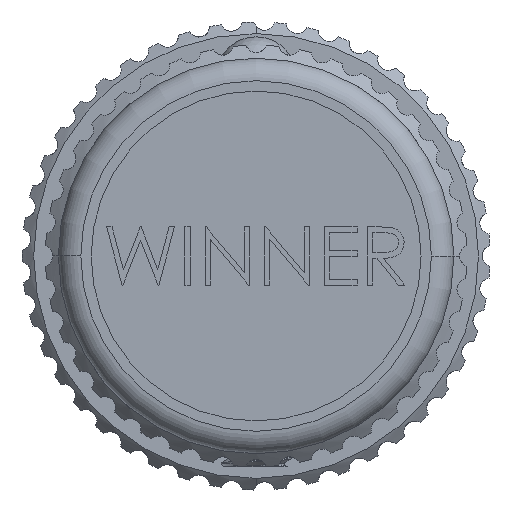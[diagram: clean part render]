
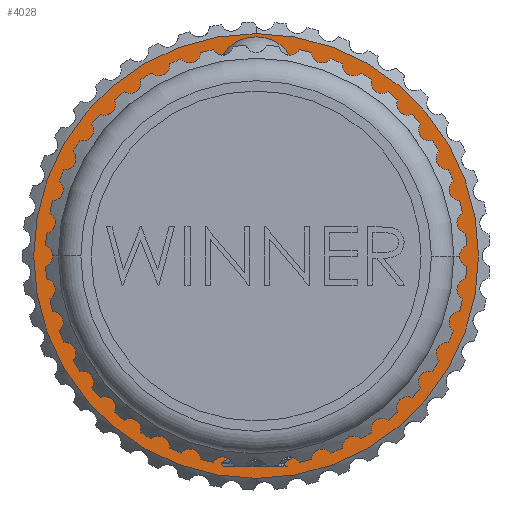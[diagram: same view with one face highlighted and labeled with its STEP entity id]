
A CAD part, left-side view. The second image highlights one B-rep face of the part: STEP entity #4028.
In plain terms, the highlighted planar face has unit normal (-1, 0, 0).
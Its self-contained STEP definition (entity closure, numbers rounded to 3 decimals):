
#474 = CARTESIAN_POINT ( 'NONE',  ( -7.52, -2.154, 3.251 ) ) ;
#554 = ORIENTED_EDGE ( 'NONE', *, *, #13442, .T. ) ;
#1301 = PLANE ( 'NONE',  #3561 ) ;
#1405 = CARTESIAN_POINT ( 'NONE',  ( -7.52, 1.22, -3.35 ) ) ;
#1696 = CARTESIAN_POINT ( 'NONE',  ( -7.52, 3.015, -1.744 ) ) ;
#1904 = CARTESIAN_POINT ( 'NONE',  ( -7.52, -1.828, 3.441 ) ) ;
#1994 = CARTESIAN_POINT ( 'NONE',  ( -7.52, 2.354, 2.77 ) ) ;
#3561 = AXIS2_PLACEMENT_3D ( 'NONE', #10968, #16198, #27997 ) ;
#3596 = CARTESIAN_POINT ( 'NONE',  ( -7.52, 0., 0. ) ) ;
#3807 = CARTESIAN_POINT ( 'NONE',  ( -7.52, 3.353, 0.997 ) ) ;
#3900 = CARTESIAN_POINT ( 'NONE',  ( -7.52, 1.718, -3.083 ) ) ;
#4028 = ADVANCED_FACE ( 'NONE', ( #12224, #25203 ), #1301, .T. ) ;
#4107 = CARTESIAN_POINT ( 'NONE',  ( -7.52, 3.452, 0.446 ) ) ;
#4579 = EDGE_CURVE ( 'NONE', #30752, #13117, #10036, .T. ) ;
#5383 = CARTESIAN_POINT ( 'NONE',  ( -7.52, -3.9, 0. ) ) ;
#5441 = CARTESIAN_POINT ( 'NONE',  ( -7.52, -3.641, -1.396 ) ) ;
#6039 = CARTESIAN_POINT ( 'NONE',  ( -7.52, 0., 0. ) ) ;
#6261 = CARTESIAN_POINT ( 'NONE',  ( -7.52, -0.424, -3.641 ) ) ;
#6457 = CARTESIAN_POINT ( 'NONE',  ( -7.52, -1.869, -3.274 ) ) ;
#6554 = CARTESIAN_POINT ( 'NONE',  ( -7.52, -1.525, -3.423 ) ) ;
#6670 = CARTESIAN_POINT ( 'NONE',  ( -7.52, -2.507, -2.873 ) ) ;
#6984 = CARTESIAN_POINT ( 'NONE',  ( -7.52, -0.753, 3.743 ) ) ;
#8548 = VERTEX_POINT ( 'NONE', #5441 ) ;
#8789 = CARTESIAN_POINT ( 'NONE',  ( -7.52, -0.795, -3.601 ) ) ;
#8847 = AXIS2_PLACEMENT_3D ( 'NONE', #6039, #13073, #25530 ) ;
#10036 = CIRCLE ( 'NONE', #8847, 15.3 ) ;
#10121 = EDGE_LOOP ( 'NONE', ( #23909, #554 ) ) ;
#10968 = CARTESIAN_POINT ( 'NONE',  ( -7.52, 0., 0. ) ) ;
#11223 = ORIENTED_EDGE ( 'NONE', *, *, #27865, .T. ) ;
#11313 = DIRECTION ( 'NONE',  ( -1., 0., 0. ) ) ;
#11556 = CARTESIAN_POINT ( 'NONE',  ( -7.52, 0.178, 3.762 ) ) ;
#11619 = AXIS2_PLACEMENT_3D ( 'NONE', #3596, #25631, #20671 ) ;
#11882 = CARTESIAN_POINT ( 'NONE',  ( -7.52, 3.246, 1.355 ) ) ;
#12224 = FACE_OUTER_BOUND ( 'NONE', #10121, .T. ) ;
#13073 = DIRECTION ( 'NONE',  ( -1., 0., 0. ) ) ;
#13117 = VERTEX_POINT ( 'NONE', #16315 ) ;
#13442 = EDGE_CURVE ( 'NONE', #13117, #30752, #27933, .T. ) ;
#13823 = CARTESIAN_POINT ( 'NONE',  ( -7.52, -3.486, -1.741 ) ) ;
#14039 = CARTESIAN_POINT ( 'NONE',  ( -7.52, 1.767, 3.228 ) ) ;
#14251 = CARTESIAN_POINT ( 'NONE',  ( -7.52, 0.365, 3.738 ) ) ;
#14728 = CARTESIAN_POINT ( 'NONE',  ( -7.52, 0., 15.3 ) ) ;
#15863 = ORIENTED_EDGE ( 'NONE', *, *, #18803, .F. ) ;
#15990 = CARTESIAN_POINT ( 'NONE',  ( -7.52, 3.412, -0.685 ) ) ;
#16057 = CARTESIAN_POINT ( 'NONE',  ( -7.52, 0., 0. ) ) ;
#16198 = DIRECTION ( 'NONE',  ( -1., 0., 0. ) ) ;
#16296 = CARTESIAN_POINT ( 'NONE',  ( -7.52, 2.579, -2.36 ) ) ;
#16315 = CARTESIAN_POINT ( 'NONE',  ( -7.52, 0., -15.3 ) ) ;
#16492 = CARTESIAN_POINT ( 'NONE',  ( -7.52, -0.195, 3.781 ) ) ;
#16618 = CARTESIAN_POINT ( 'NONE',  ( -7.52, 2.93, 2.032 ) ) ;
#16944 = CARTESIAN_POINT ( 'NONE',  ( -7.52, -2.154, 3.251 ) ) ;
#17520 = EDGE_LOOP ( 'NONE', ( #15863, #11223, #22022 ) ) ;
#18563 = CARTESIAN_POINT ( 'NONE',  ( -7.52, 0.692, -3.533 ) ) ;
#18803 = EDGE_CURVE ( 'NONE', #8548, #29643, #22847, .T. ) ;
#19066 = CARTESIAN_POINT ( 'NONE',  ( -7.52, -0.94, 3.712 ) ) ;
#19483 = AXIS2_PLACEMENT_3D ( 'NONE', #16057, #20659, #27767 ) ;
#20659 = DIRECTION ( 'NONE',  ( -1., 0., 0. ) ) ;
#20671 = DIRECTION ( 'NONE',  ( 0., 0., -1. ) ) ;
#20888 = CARTESIAN_POINT ( 'NONE',  ( -7.52, 0.871, -3.481 ) ) ;
#20985 = CARTESIAN_POINT ( 'NONE',  ( -7.52, 1.872, -2.977 ) ) ;
#21380 = CARTESIAN_POINT ( 'NONE',  ( -7.52, 1.434, 3.414 ) ) ;
#21606 = CARTESIAN_POINT ( 'NONE',  ( -7.52, 0.732, 3.661 ) ) ;
#21779 = DIRECTION ( 'NONE',  ( 0., 0., 1. ) ) ;
#22022 = ORIENTED_EDGE ( 'NONE', *, *, #24465, .F. ) ;
#22847 = CIRCLE ( 'NONE', #19483, 3.9 ) ;
#23313 = CARTESIAN_POINT ( 'NONE',  ( -7.52, 0.325, -3.608 ) ) ;
#23426 = CARTESIAN_POINT ( 'NONE',  ( -7.52, 3.47, -0.308 ) ) ;
#23629 = CARTESIAN_POINT ( 'NONE',  ( -7.52, 2.313, -2.631 ) ) ;
#23735 = CARTESIAN_POINT ( 'NONE',  ( -7.52, 3.467, 0.257 ) ) ;
#23909 = ORIENTED_EDGE ( 'NONE', *, *, #4579, .T. ) ;
#23967 = AXIS2_PLACEMENT_3D ( 'NONE', #30302, #11313, #21779 ) ;
#24180 = CARTESIAN_POINT ( 'NONE',  ( -7.52, 3.181, 1.534 ) ) ;
#24465 = EDGE_CURVE ( 'NONE', #29643, #30403, #27438, .T. ) ;
#25203 = FACE_BOUND ( 'NONE', #17520, .T. ) ;
#25530 = DIRECTION ( 'NONE',  ( 0., 0., -1. ) ) ;
#25631 = DIRECTION ( 'NONE',  ( -1., 0., 0. ) ) ;
#25642 = CARTESIAN_POINT ( 'NONE',  ( -7.52, -0.237, -3.647 ) ) ;
#25953 = CARTESIAN_POINT ( 'NONE',  ( -7.52, 0.136, -3.631 ) ) ;
#26052 = CARTESIAN_POINT ( 'NONE',  ( -7.52, 3.185, -1.403 ) ) ;
#26165 = CARTESIAN_POINT ( 'NONE',  ( -7.52, 2.617, 2.492 ) ) ;
#26597 = CARTESIAN_POINT ( 'NONE',  ( -7.52, 0.911, 3.609 ) ) ;
#27031 = B_SPLINE_CURVE_WITH_KNOTS ( 'NONE', 3,
 ( #30753, #13823, #28506, #28285, #6670, #6457, #6554, #28185, #8789, #6261, #25642, #25953, #23313, #18563, #20888, #1405, #28407, #3900, #20985, #23629, #16296, #1696, #26052, #15990, #23426, #23735, #4107, #30952, #3807, #11882, #24180, #28721, #16618, #26165, #1994, #14039, #21380, #26597, #21606, #14251, #11556, #16492, #28596, #6984, #19066, #31172, #1904, #16944 ),
 .UNSPECIFIED., .F., .F.,
 ( 4, 2, 2, 2, 2, 2, 2, 2, 2, 2, 2, 2, 2, 2, 2, 2, 2, 2, 2, 2, 2, 2, 2, 4 ),
 ( 0., 0.001, 0.002, 0.003, 0.004, 0.005, 0.005, 0.006, 0.006, 0.007, 0.008, 0.009, 0.01, 0.011, 0.011, 0.012, 0.012, 0.014, 0.015, 0.015, 0.016, 0.016, 0.017, 0.018 ),
 .UNSPECIFIED. ) ;
#27438 = CIRCLE ( 'NONE', #23967, 3.9 ) ;
#27767 = DIRECTION ( 'NONE',  ( 0., 0., 1. ) ) ;
#27865 = EDGE_CURVE ( 'NONE', #8548, #30403, #27031, .T. ) ;
#27933 = CIRCLE ( 'NONE', #11619, 15.3 ) ;
#27997 = DIRECTION ( 'NONE',  ( 0., 0., -1. ) ) ;
#28185 = CARTESIAN_POINT ( 'NONE',  ( -7.52, -0.982, -3.566 ) ) ;
#28285 = CARTESIAN_POINT ( 'NONE',  ( -7.52, -2.789, -2.629 ) ) ;
#28407 = CARTESIAN_POINT ( 'NONE',  ( -7.52, 1.391, -3.27 ) ) ;
#28506 = CARTESIAN_POINT ( 'NONE',  ( -7.52, -3.281, -2.061 ) ) ;
#28596 = CARTESIAN_POINT ( 'NONE',  ( -7.52, -0.381, 3.778 ) ) ;
#28721 = CARTESIAN_POINT ( 'NONE',  ( -7.52, 3.022, 1.871 ) ) ;
#29643 = VERTEX_POINT ( 'NONE', #5383 ) ;
#30302 = CARTESIAN_POINT ( 'NONE',  ( -7.52, 0., 0. ) ) ;
#30403 = VERTEX_POINT ( 'NONE', #474 ) ;
#30752 = VERTEX_POINT ( 'NONE', #14728 ) ;
#30753 = CARTESIAN_POINT ( 'NONE',  ( -7.52, -3.641, -1.396 ) ) ;
#30952 = CARTESIAN_POINT ( 'NONE',  ( -7.52, 3.395, 0.815 ) ) ;
#31172 = CARTESIAN_POINT ( 'NONE',  ( -7.52, -1.484, 3.58 ) ) ;
